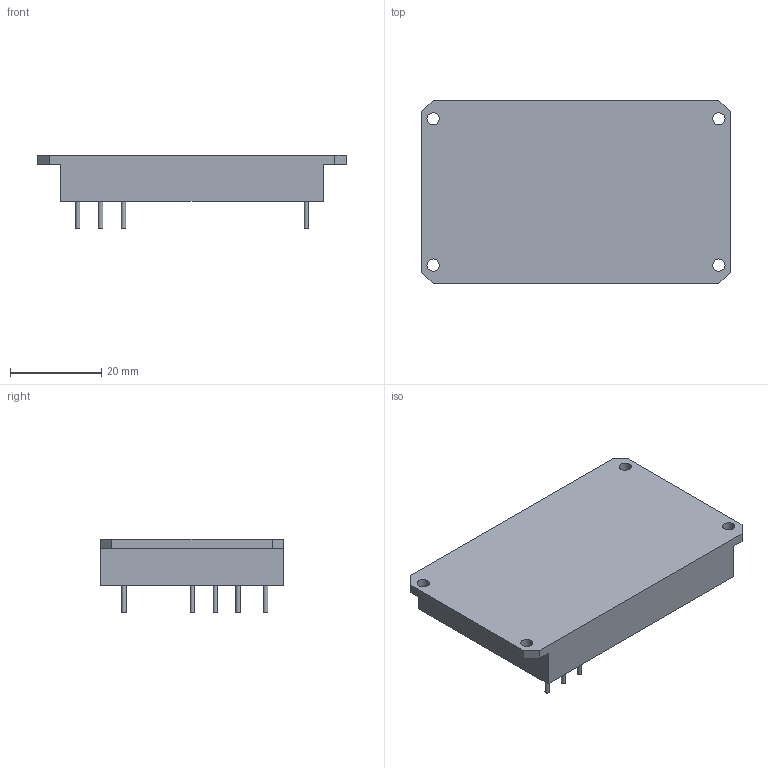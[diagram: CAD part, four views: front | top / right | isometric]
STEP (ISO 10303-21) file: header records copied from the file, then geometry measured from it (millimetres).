
FILE_DESCRIPTION(('STEP AP214'), '1');
FILE_NAME('MDVi50', '', ('UNSPECIFIED'), ('UNSPECIFIED'), 'ASCON STEP Converter 1.3', 'ASCON Math Kernel', '');
FILE_SCHEMA(('AUTOMOTIVE_DESIGN { 1 0 10303 214 3 1 1}'));
Length unit declared in the file: millimetre
Bounding box: 67.5 x 40.2 x 16.15 mm (x, y, z)
Volume: 24226.4 mm3; surface area: 7581.7 mm2
Topology: 1 solids, 1 shells, 705 faces, 2031 edges, 1354 vertices
Faces by surface type: plane 462, cylinder 243
Full cylindrical faces by diameter (mm): 1 x7, 2.7 x4
Entity records: 28756 total; most frequent: CARTESIAN_POINT 4080, ORIENTED_EDGE 4040, DIRECTION 3918, EDGE_CURVE 2020, LINE 1534, VECTOR 1534, VERTEX_POINT 1354, AXIS2_PLACEMENT_3D 1192
